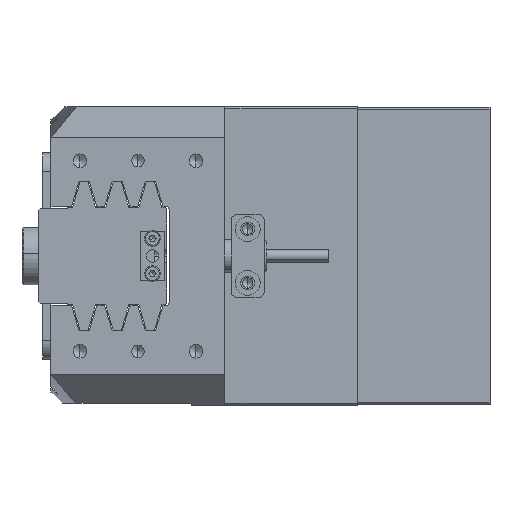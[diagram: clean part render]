
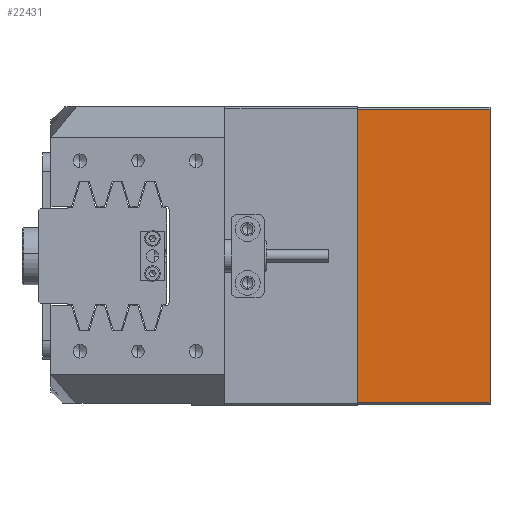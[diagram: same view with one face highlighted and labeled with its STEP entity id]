
A CAD part, left-side view. The second image highlights one B-rep face of the part: STEP entity #22431.
In plain terms, the highlighted planar face has unit normal (-1, 0, 0).
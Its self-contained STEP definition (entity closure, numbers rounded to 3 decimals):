
#147 = CARTESIAN_POINT ( 'NONE',  ( -63., 35.4, -32. ) ) ;
#661 = EDGE_CURVE ( 'NONE', #37651, #13041, #9391, .T. ) ;
#1088 = EDGE_LOOP ( 'NONE', ( #32323, #15924, #23762, #12456 ) ) ;
#1494 = VERTEX_POINT ( 'NONE', #28403 ) ;
#3088 = DIRECTION ( 'NONE',  ( 0., 0., -1. ) ) ;
#5931 = LINE ( 'NONE', #34541, #11653 ) ;
#8491 = CARTESIAN_POINT ( 'NONE',  ( -63., 35.4, 0. ) ) ;
#9391 = LINE ( 'NONE', #35224, #11757 ) ;
#10661 = DIRECTION ( 'NONE',  ( 0., 1., 0. ) ) ;
#10850 = CARTESIAN_POINT ( 'NONE',  ( -63., -35.4, -32. ) ) ;
#10949 = DIRECTION ( 'NONE',  ( 0., 0., -1. ) ) ;
#11227 = PLANE ( 'NONE',  #35631 ) ;
#11653 = VECTOR ( 'NONE', #22737, 1000. ) ;
#11659 = VECTOR ( 'NONE', #17162, 1000. ) ;
#11757 = VECTOR ( 'NONE', #10661, 1000. ) ;
#12456 = ORIENTED_EDGE ( 'NONE', *, *, #35150, .T. ) ;
#13041 = VERTEX_POINT ( 'NONE', #8491 ) ;
#14893 = VECTOR ( 'NONE', #3088, 1000. ) ;
#15924 = ORIENTED_EDGE ( 'NONE', *, *, #37853, .T. ) ;
#17162 = DIRECTION ( 'NONE',  ( 0., 0., 1. ) ) ;
#17345 = VERTEX_POINT ( 'NONE', #25767 ) ;
#19859 = LINE ( 'NONE', #10850, #11659 ) ;
#22275 = FACE_OUTER_BOUND ( 'NONE', #1088, .T. ) ;
#22431 = ADVANCED_FACE ( 'NONE', ( #22275 ), #11227, .F. ) ;
#22737 = DIRECTION ( 'NONE',  ( 0., 1., 0. ) ) ;
#23762 = ORIENTED_EDGE ( 'NONE', *, *, #27949, .F. ) ;
#25767 = CARTESIAN_POINT ( 'NONE',  ( -63., -35.4, -32. ) ) ;
#26695 = DIRECTION ( 'NONE',  ( 1., 0., 0. ) ) ;
#27949 = EDGE_CURVE ( 'NONE', #17345, #1494, #5931, .T. ) ;
#28403 = CARTESIAN_POINT ( 'NONE',  ( -63., 35.4, -32. ) ) ;
#28833 = LINE ( 'NONE', #147, #14893 ) ;
#29887 = CARTESIAN_POINT ( 'NONE',  ( -63., 35.9, -32. ) ) ;
#32323 = ORIENTED_EDGE ( 'NONE', *, *, #661, .T. ) ;
#34541 = CARTESIAN_POINT ( 'NONE',  ( -63., 35.9, -32. ) ) ;
#35150 = EDGE_CURVE ( 'NONE', #17345, #37651, #19859, .T. ) ;
#35224 = CARTESIAN_POINT ( 'NONE',  ( -63., 35.9, 0. ) ) ;
#35631 = AXIS2_PLACEMENT_3D ( 'NONE', #29887, #26695, #10949 ) ;
#37651 = VERTEX_POINT ( 'NONE', #39495 ) ;
#37853 = EDGE_CURVE ( 'NONE', #13041, #1494, #28833, .T. ) ;
#39495 = CARTESIAN_POINT ( 'NONE',  ( -63., -35.4, 0. ) ) ;
